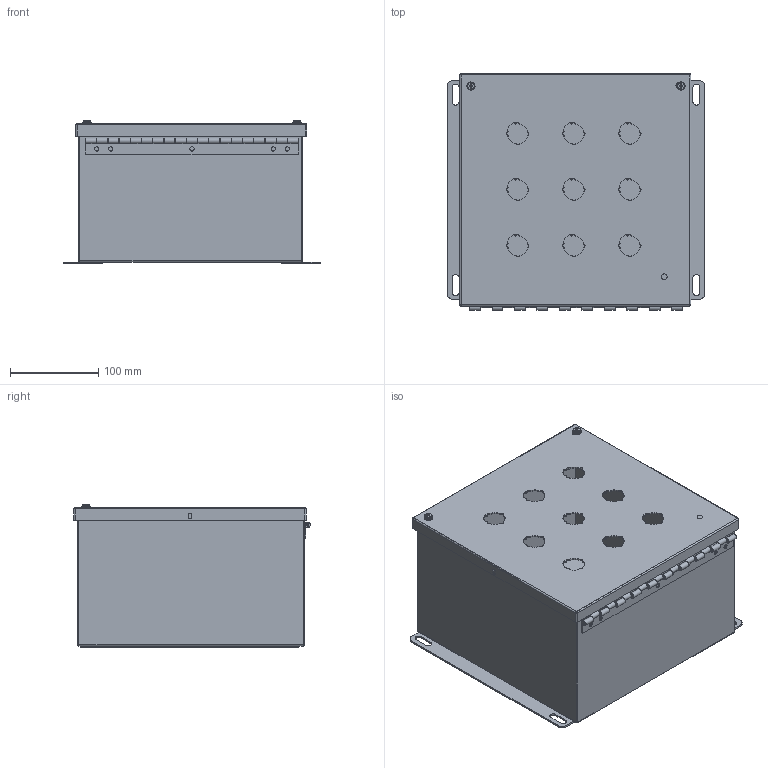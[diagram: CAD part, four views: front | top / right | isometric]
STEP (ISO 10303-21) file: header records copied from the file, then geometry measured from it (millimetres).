
FILE_DESCRIPTION (( 'STEP AP214' ), '1' );
FILE_NAME ('SCE-9PBHSSI.STEP', '2023-08-10T11:39:25', ( '' ), ( '' ), 'SwSTEP 2.0', 'SolidWorks 2021', '' );
FILE_SCHEMA (( 'AUTOMOTIVE_DESIGN' ));
Length unit declared in the file: inch
Products named in the file (1): SCE-9PBHSSI
Bounding box: 292.1 x 268.29 x 162.83 mm (x, y, z)
Volume: 665963.7 mm3; surface area: 796863.6 mm2
Topology: 23 solids, 23 shells, 1009 faces, 2587 edges, 1521 vertices
Faces by surface type: plane 423, cylinder 379, bspline 120, torus 34, sphere 28, cone 25
Full cylindrical faces by diameter (mm): 3.124 x1, 3.708 x2, 4.775 x11, 4.826 x6, 4.9 x5, 5.537 x2, 5.588 x2, 6.35 x6, 6.502 x5, 6.858 x2, 7.112 x4, 7.14 x4, 7.417 x4, 8.052 x4, 8.484 x2, 8.636 x2, 9.195 x2, 9.474 x4, 11.092 x4
Entity records: 31704 total; most frequent: CARTESIAN_POINT 8587, DIRECTION 4704, ORIENTED_EDGE 4578, EDGE_CURVE 2289, AXIS2_PLACEMENT_3D 1769, VERTEX_POINT 1476, EDGE_LOOP 1227, VECTOR 1166
